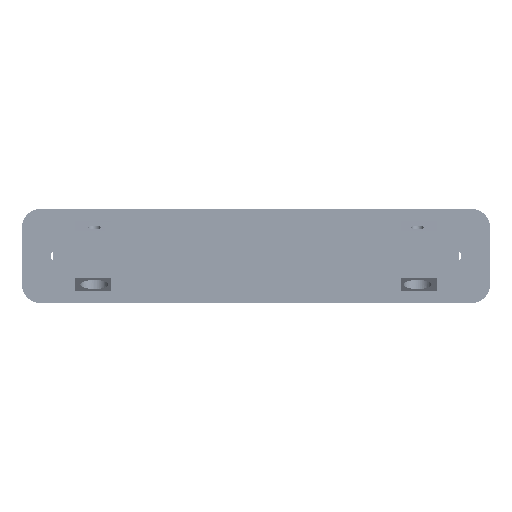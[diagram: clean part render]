
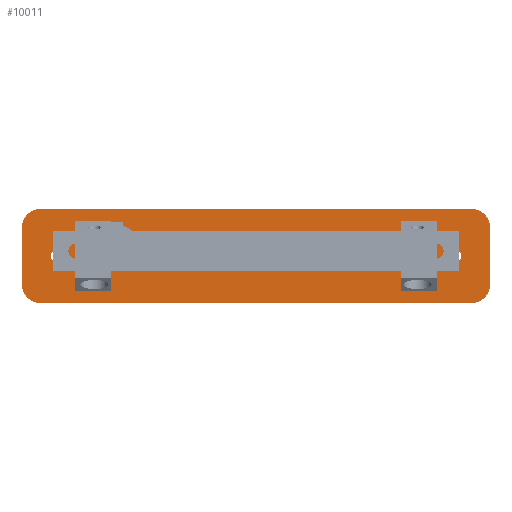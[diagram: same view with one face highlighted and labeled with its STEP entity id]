
A CAD part, front view. The second image highlights one B-rep face of the part: STEP entity #10011.
In plain terms, the highlighted face is planar.
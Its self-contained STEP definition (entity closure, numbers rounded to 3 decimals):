
#9911 = EDGE_CURVE('',#9912,#9914,#9916,.T.);
#9912 = VERTEX_POINT('',#9913);
#9913 = CARTESIAN_POINT('',(-9.75,-44.704,0.));
#9914 = VERTEX_POINT('',#9915);
#9915 = CARTESIAN_POINT('',(-5.94,-48.514,0.));
#9916 = CIRCLE('',#9917,3.81);
#9917 = AXIS2_PLACEMENT_3D('',#9918,#9919,#9920);
#9918 = CARTESIAN_POINT('',(-5.94,-44.704,0.));
#9919 = DIRECTION('',(0.,0.,1.));
#9920 = DIRECTION('',(1.,0.,-0.));
#9963 = VERTEX_POINT('',#9964);
#9964 = CARTESIAN_POINT('',(-9.75,44.704,0.));
#9970 = EDGE_CURVE('',#9912,#9963,#9971,.T.);
#9971 = LINE('',#9972,#9973);
#9972 = CARTESIAN_POINT('',(-9.75,-44.704,0.));
#9973 = VECTOR('',#9974,1.);
#9974 = DIRECTION('',(0.,1.,0.));
#9985 = VERTEX_POINT('',#9986);
#9986 = CARTESIAN_POINT('',(5.94,-48.514,0.));
#10001 = EDGE_CURVE('',#9985,#9914,#10002,.T.);
#10002 = LINE('',#10003,#10004);
#10003 = CARTESIAN_POINT('',(5.94,-48.514,0.));
#10004 = VECTOR('',#10005,1.);
#10005 = DIRECTION('',(-1.,0.,0.));
#10011 = ADVANCED_FACE('',(#10012,#10058,#10092,#10103,#10137,#10148,
    #10159,#10193,#10204),#10238,.F.);
#10012 = FACE_BOUND('',#10013,.F.);
#10013 = EDGE_LOOP('',(#10014,#10015,#10016,#10017,#10026,#10034,#10043,
    #10051));
#10014 = ORIENTED_EDGE('',*,*,#9970,.F.);
#10015 = ORIENTED_EDGE('',*,*,#9911,.T.);
#10016 = ORIENTED_EDGE('',*,*,#10001,.F.);
#10017 = ORIENTED_EDGE('',*,*,#10018,.T.);
#10018 = EDGE_CURVE('',#9985,#10019,#10021,.T.);
#10019 = VERTEX_POINT('',#10020);
#10020 = CARTESIAN_POINT('',(9.75,-44.704,0.));
#10021 = CIRCLE('',#10022,3.81);
#10022 = AXIS2_PLACEMENT_3D('',#10023,#10024,#10025);
#10023 = CARTESIAN_POINT('',(5.94,-44.704,0.));
#10024 = DIRECTION('',(0.,0.,1.));
#10025 = DIRECTION('',(1.,0.,-0.));
#10026 = ORIENTED_EDGE('',*,*,#10027,.F.);
#10027 = EDGE_CURVE('',#10028,#10019,#10030,.T.);
#10028 = VERTEX_POINT('',#10029);
#10029 = CARTESIAN_POINT('',(9.75,44.704,0.));
#10030 = LINE('',#10031,#10032);
#10031 = CARTESIAN_POINT('',(9.75,44.704,0.));
#10032 = VECTOR('',#10033,1.);
#10033 = DIRECTION('',(0.,-1.,0.));
#10034 = ORIENTED_EDGE('',*,*,#10035,.T.);
#10035 = EDGE_CURVE('',#10028,#10036,#10038,.T.);
#10036 = VERTEX_POINT('',#10037);
#10037 = CARTESIAN_POINT('',(5.94,48.514,0.));
#10038 = CIRCLE('',#10039,3.81);
#10039 = AXIS2_PLACEMENT_3D('',#10040,#10041,#10042);
#10040 = CARTESIAN_POINT('',(5.94,44.704,0.));
#10041 = DIRECTION('',(0.,0.,1.));
#10042 = DIRECTION('',(1.,0.,-0.));
#10043 = ORIENTED_EDGE('',*,*,#10044,.F.);
#10044 = EDGE_CURVE('',#10045,#10036,#10047,.T.);
#10045 = VERTEX_POINT('',#10046);
#10046 = CARTESIAN_POINT('',(-5.94,48.514,0.));
#10047 = LINE('',#10048,#10049);
#10048 = CARTESIAN_POINT('',(-5.94,48.514,0.));
#10049 = VECTOR('',#10050,1.);
#10050 = DIRECTION('',(1.,0.,0.));
#10051 = ORIENTED_EDGE('',*,*,#10052,.T.);
#10052 = EDGE_CURVE('',#10045,#9963,#10053,.T.);
#10053 = CIRCLE('',#10054,3.81);
#10054 = AXIS2_PLACEMENT_3D('',#10055,#10056,#10057);
#10055 = CARTESIAN_POINT('',(-5.94,44.704,0.));
#10056 = DIRECTION('',(0.,0.,1.));
#10057 = DIRECTION('',(1.,0.,-0.));
#10058 = FACE_BOUND('',#10059,.F.);
#10059 = EDGE_LOOP('',(#10060,#10070,#10078,#10086));
#10060 = ORIENTED_EDGE('',*,*,#10061,.T.);
#10061 = EDGE_CURVE('',#10062,#10064,#10066,.T.);
#10062 = VERTEX_POINT('',#10063);
#10063 = CARTESIAN_POINT('',(-7.176,-30.,0.));
#10064 = VERTEX_POINT('',#10065);
#10065 = CARTESIAN_POINT('',(-0.826,-30.,0.));
#10066 = LINE('',#10067,#10068);
#10067 = CARTESIAN_POINT('',(-9.75,-30.,0.));
#10068 = VECTOR('',#10069,1.);
#10069 = DIRECTION('',(1.,0.,0.));
#10070 = ORIENTED_EDGE('',*,*,#10071,.T.);
#10071 = EDGE_CURVE('',#10064,#10072,#10074,.T.);
#10072 = VERTEX_POINT('',#10073);
#10073 = CARTESIAN_POINT('',(-0.826,-37.5,0.));
#10074 = LINE('',#10075,#10076);
#10075 = CARTESIAN_POINT('',(-0.826,37.5,0.));
#10076 = VECTOR('',#10077,1.);
#10077 = DIRECTION('',(0.,-1.,0.));
#10078 = ORIENTED_EDGE('',*,*,#10079,.F.);
#10079 = EDGE_CURVE('',#10080,#10072,#10082,.T.);
#10080 = VERTEX_POINT('',#10081);
#10081 = CARTESIAN_POINT('',(-7.176,-37.5,0.));
#10082 = LINE('',#10083,#10084);
#10083 = CARTESIAN_POINT('',(-7.176,-37.5,0.));
#10084 = VECTOR('',#10085,1.);
#10085 = DIRECTION('',(1.,0.,0.));
#10086 = ORIENTED_EDGE('',*,*,#10087,.F.);
#10087 = EDGE_CURVE('',#10062,#10080,#10088,.T.);
#10088 = LINE('',#10089,#10090);
#10089 = CARTESIAN_POINT('',(-7.176,37.5,0.));
#10090 = VECTOR('',#10091,1.);
#10091 = DIRECTION('',(0.,-1.,0.));
#10092 = FACE_BOUND('',#10093,.F.);
#10093 = EDGE_LOOP('',(#10094));
#10094 = ORIENTED_EDGE('',*,*,#10095,.T.);
#10095 = EDGE_CURVE('',#10096,#10096,#10098,.T.);
#10096 = VERTEX_POINT('',#10097);
#10097 = CARTESIAN_POINT('',(1.27,-41.275,0.));
#10098 = CIRCLE('',#10099,1.27);
#10099 = AXIS2_PLACEMENT_3D('',#10100,#10101,#10102);
#10100 = CARTESIAN_POINT('',(0.,-41.275,0.));
#10101 = DIRECTION('',(0.,0.,-1.));
#10102 = DIRECTION('',(1.,0.,0.));
#10103 = FACE_BOUND('',#10104,.F.);
#10104 = EDGE_LOOP('',(#10105,#10115,#10123,#10131));
#10105 = ORIENTED_EDGE('',*,*,#10106,.T.);
#10106 = EDGE_CURVE('',#10107,#10109,#10111,.T.);
#10107 = VERTEX_POINT('',#10108);
#10108 = CARTESIAN_POINT('',(0.826,-30.,0.));
#10109 = VERTEX_POINT('',#10110);
#10110 = CARTESIAN_POINT('',(7.176,-30.,0.));
#10111 = LINE('',#10112,#10113);
#10112 = CARTESIAN_POINT('',(-9.75,-30.,0.));
#10113 = VECTOR('',#10114,1.);
#10114 = DIRECTION('',(1.,0.,0.));
#10115 = ORIENTED_EDGE('',*,*,#10116,.T.);
#10116 = EDGE_CURVE('',#10109,#10117,#10119,.T.);
#10117 = VERTEX_POINT('',#10118);
#10118 = CARTESIAN_POINT('',(7.176,-37.5,0.));
#10119 = LINE('',#10120,#10121);
#10120 = CARTESIAN_POINT('',(7.176,37.5,0.));
#10121 = VECTOR('',#10122,1.);
#10122 = DIRECTION('',(0.,-1.,0.));
#10123 = ORIENTED_EDGE('',*,*,#10124,.F.);
#10124 = EDGE_CURVE('',#10125,#10117,#10127,.T.);
#10125 = VERTEX_POINT('',#10126);
#10126 = CARTESIAN_POINT('',(0.826,-37.5,0.));
#10127 = LINE('',#10128,#10129);
#10128 = CARTESIAN_POINT('',(0.826,-37.5,0.));
#10129 = VECTOR('',#10130,1.);
#10130 = DIRECTION('',(1.,0.,0.));
#10131 = ORIENTED_EDGE('',*,*,#10132,.F.);
#10132 = EDGE_CURVE('',#10107,#10125,#10133,.T.);
#10133 = LINE('',#10134,#10135);
#10134 = CARTESIAN_POINT('',(0.826,37.5,0.));
#10135 = VECTOR('',#10136,1.);
#10136 = DIRECTION('',(0.,-1.,0.));
#10137 = FACE_BOUND('',#10138,.F.);
#10138 = EDGE_LOOP('',(#10139));
#10139 = ORIENTED_EDGE('',*,*,#10140,.F.);
#10140 = EDGE_CURVE('',#10141,#10141,#10143,.T.);
#10141 = VERTEX_POINT('',#10142);
#10142 = CARTESIAN_POINT('',(5.073,-12.111,0.));
#10143 = CIRCLE('',#10144,1.651);
#10144 = AXIS2_PLACEMENT_3D('',#10145,#10146,#10147);
#10145 = CARTESIAN_POINT('',(3.422,-12.111,0.));
#10146 = DIRECTION('',(0.,0.,1.));
#10147 = DIRECTION('',(1.,0.,-0.));
#10148 = FACE_BOUND('',#10149,.F.);
#10149 = EDGE_LOOP('',(#10150));
#10150 = ORIENTED_EDGE('',*,*,#10151,.F.);
#10151 = EDGE_CURVE('',#10152,#10152,#10154,.T.);
#10152 = VERTEX_POINT('',#10153);
#10153 = CARTESIAN_POINT('',(5.073,-8.555,0.));
#10154 = CIRCLE('',#10155,1.651);
#10155 = AXIS2_PLACEMENT_3D('',#10156,#10157,#10158);
#10156 = CARTESIAN_POINT('',(3.422,-8.555,0.));
#10157 = DIRECTION('',(0.,0.,1.));
#10158 = DIRECTION('',(1.,0.,-0.));
#10159 = FACE_BOUND('',#10160,.F.);
#10160 = EDGE_LOOP('',(#10161,#10171,#10179,#10187));
#10161 = ORIENTED_EDGE('',*,*,#10162,.F.);
#10162 = EDGE_CURVE('',#10163,#10165,#10167,.T.);
#10163 = VERTEX_POINT('',#10164);
#10164 = CARTESIAN_POINT('',(-7.176,30.,0.));
#10165 = VERTEX_POINT('',#10166);
#10166 = CARTESIAN_POINT('',(-0.826,30.,0.));
#10167 = LINE('',#10168,#10169);
#10168 = CARTESIAN_POINT('',(-9.75,30.,0.));
#10169 = VECTOR('',#10170,1.);
#10170 = DIRECTION('',(1.,0.,0.));
#10171 = ORIENTED_EDGE('',*,*,#10172,.F.);
#10172 = EDGE_CURVE('',#10173,#10163,#10175,.T.);
#10173 = VERTEX_POINT('',#10174);
#10174 = CARTESIAN_POINT('',(-7.176,37.5,0.));
#10175 = LINE('',#10176,#10177);
#10176 = CARTESIAN_POINT('',(-7.176,37.5,0.));
#10177 = VECTOR('',#10178,1.);
#10178 = DIRECTION('',(0.,-1.,0.));
#10179 = ORIENTED_EDGE('',*,*,#10180,.T.);
#10180 = EDGE_CURVE('',#10173,#10181,#10183,.T.);
#10181 = VERTEX_POINT('',#10182);
#10182 = CARTESIAN_POINT('',(-0.826,37.5,0.));
#10183 = LINE('',#10184,#10185);
#10184 = CARTESIAN_POINT('',(-7.176,37.5,0.));
#10185 = VECTOR('',#10186,1.);
#10186 = DIRECTION('',(1.,0.,0.));
#10187 = ORIENTED_EDGE('',*,*,#10188,.T.);
#10188 = EDGE_CURVE('',#10181,#10165,#10189,.T.);
#10189 = LINE('',#10190,#10191);
#10190 = CARTESIAN_POINT('',(-0.826,37.5,0.));
#10191 = VECTOR('',#10192,1.);
#10192 = DIRECTION('',(0.,-1.,0.));
#10193 = FACE_BOUND('',#10194,.F.);
#10194 = EDGE_LOOP('',(#10195));
#10195 = ORIENTED_EDGE('',*,*,#10196,.T.);
#10196 = EDGE_CURVE('',#10197,#10197,#10199,.T.);
#10197 = VERTEX_POINT('',#10198);
#10198 = CARTESIAN_POINT('',(1.27,41.275,0.));
#10199 = CIRCLE('',#10200,1.27);
#10200 = AXIS2_PLACEMENT_3D('',#10201,#10202,#10203);
#10201 = CARTESIAN_POINT('',(0.,41.275,0.));
#10202 = DIRECTION('',(0.,0.,-1.));
#10203 = DIRECTION('',(1.,0.,0.));
#10204 = FACE_BOUND('',#10205,.F.);
#10205 = EDGE_LOOP('',(#10206,#10216,#10224,#10232));
#10206 = ORIENTED_EDGE('',*,*,#10207,.F.);
#10207 = EDGE_CURVE('',#10208,#10210,#10212,.T.);
#10208 = VERTEX_POINT('',#10209);
#10209 = CARTESIAN_POINT('',(0.826,30.,0.));
#10210 = VERTEX_POINT('',#10211);
#10211 = CARTESIAN_POINT('',(7.176,30.,0.));
#10212 = LINE('',#10213,#10214);
#10213 = CARTESIAN_POINT('',(-9.75,30.,0.));
#10214 = VECTOR('',#10215,1.);
#10215 = DIRECTION('',(1.,0.,0.));
#10216 = ORIENTED_EDGE('',*,*,#10217,.F.);
#10217 = EDGE_CURVE('',#10218,#10208,#10220,.T.);
#10218 = VERTEX_POINT('',#10219);
#10219 = CARTESIAN_POINT('',(0.826,37.5,0.));
#10220 = LINE('',#10221,#10222);
#10221 = CARTESIAN_POINT('',(0.826,37.5,0.));
#10222 = VECTOR('',#10223,1.);
#10223 = DIRECTION('',(0.,-1.,0.));
#10224 = ORIENTED_EDGE('',*,*,#10225,.T.);
#10225 = EDGE_CURVE('',#10218,#10226,#10228,.T.);
#10226 = VERTEX_POINT('',#10227);
#10227 = CARTESIAN_POINT('',(7.176,37.5,0.));
#10228 = LINE('',#10229,#10230);
#10229 = CARTESIAN_POINT('',(0.826,37.5,0.));
#10230 = VECTOR('',#10231,1.);
#10231 = DIRECTION('',(1.,0.,0.));
#10232 = ORIENTED_EDGE('',*,*,#10233,.T.);
#10233 = EDGE_CURVE('',#10226,#10210,#10234,.T.);
#10234 = LINE('',#10235,#10236);
#10235 = CARTESIAN_POINT('',(7.176,37.5,0.));
#10236 = VECTOR('',#10237,1.);
#10237 = DIRECTION('',(0.,-1.,0.));
#10238 = PLANE('',#10239);
#10239 = AXIS2_PLACEMENT_3D('',#10240,#10241,#10242);
#10240 = CARTESIAN_POINT('',(0.,0.,0.));
#10241 = DIRECTION('',(0.,0.,1.));
#10242 = DIRECTION('',(1.,0.,-0.));
